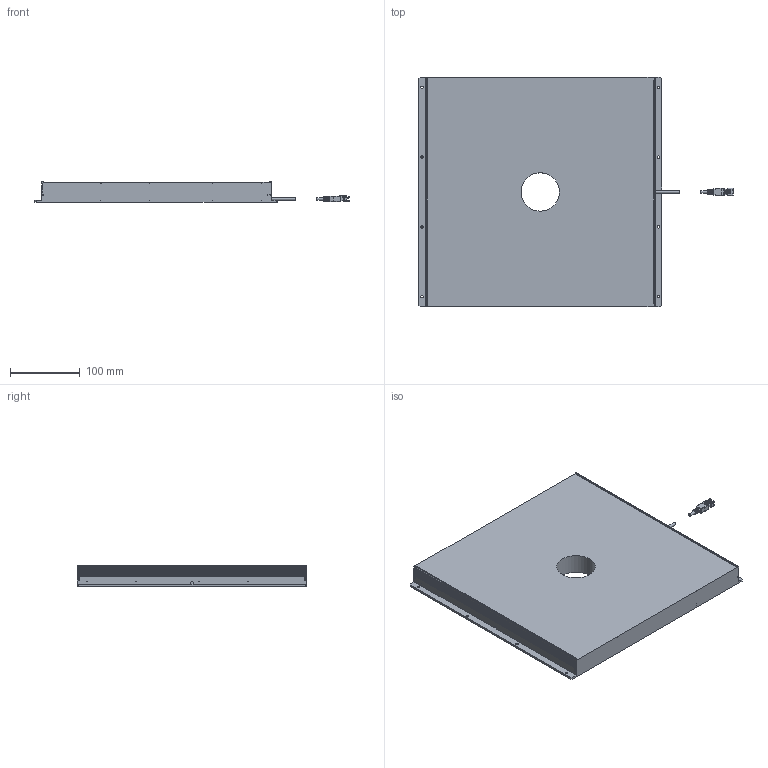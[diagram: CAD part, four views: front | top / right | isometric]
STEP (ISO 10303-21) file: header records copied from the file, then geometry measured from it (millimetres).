
FILE_DESCRIPTION(('STEP AP214'),'1');
FILE_NAME('LVB-G330330-55M.stp','2023-06-27T09:09:39',(' '),(' '),'Spatial InterOp 3D',' ',' ');
FILE_SCHEMA(('AUTOMOTIVE_DESIGN { 1 0 10303 214 1 1 1 1 }'));
Length unit declared in the file: metre
Products named in the file (3): LVB-G330330-55M; Component1; Component2
Assembly tree (2 placements, depth 2):
  LVB-G330330-55M
    Component1
    Component2
Bounding box: 450.33 x 329 x 30 mm (x, y, z)
Volume: 683175.2 mm3; surface area: 514404.9 mm2
Topology: 2 solids, 26 shells, 404 faces, 1021 edges, 660 vertices
Faces by surface type: plane 220, cylinder 113, cone 59, torus 4, bspline 4, sphere 4
Full cylindrical faces by diameter (mm): 1.6 x26, 2.3 x4, 2.4 x4, 3.5 x8, 3.9 x2, 55 x1, 59 x1
Entity records: 14761 total; most frequent: CARTESIAN_POINT 2378, DIRECTION 1891, ORIENTED_EDGE 1688, EDGE_CURVE 844, AXIS2_PLACEMENT_3D 670, VERTEX_POINT 621, LINE 551, VECTOR 551
